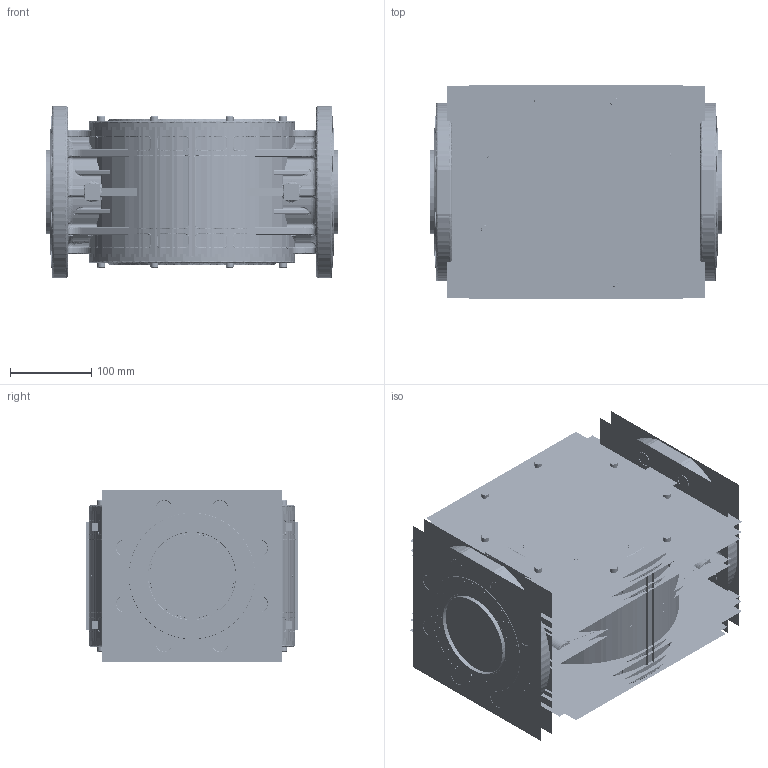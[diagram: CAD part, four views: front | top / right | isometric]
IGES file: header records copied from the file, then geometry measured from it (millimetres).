
Start section:  PTC IGES file: FF10B50.igs
Global section: file name: FF10B50.igs; native system: Creo Parametric by Parametric Technology Corporation; preprocessor: 2012130; author: Matteo Bolognesi; organization: Unknown; date: 20140416.112401; units: millimetre
Bounding box: 359.84 x 264.16 x 213.2 mm (x, y, z)
Surface area: 9028238.4 mm2 (no closed solid volume)
Topology: 0 solids, 0 shells, 6568 faces, 84924 edges, 111427 vertices
Faces by surface type: revolution 4096, bspline 2472
